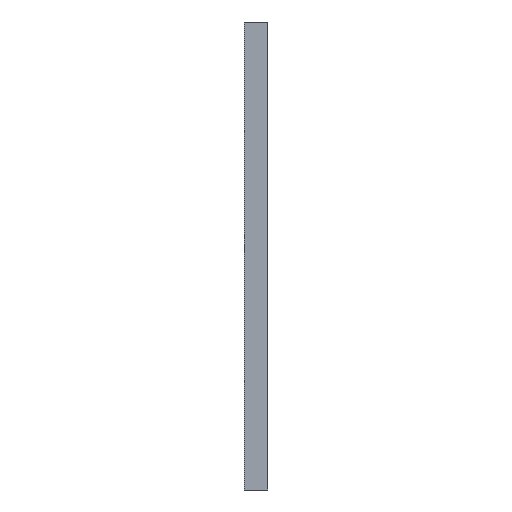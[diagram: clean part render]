
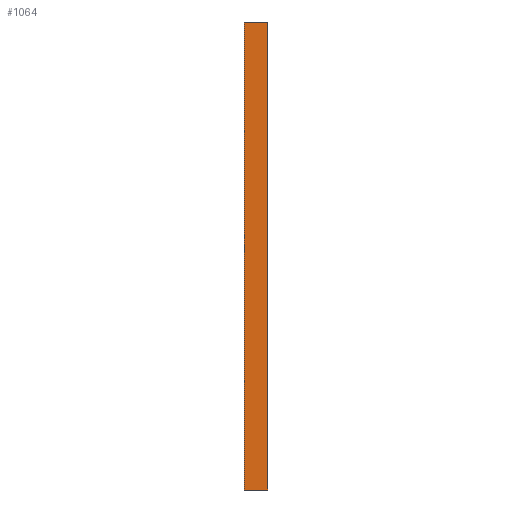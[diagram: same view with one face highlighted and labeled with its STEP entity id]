
A CAD part, front view. The second image highlights one B-rep face of the part: STEP entity #1064.
In plain terms, the highlighted planar face has unit normal (0, -1, 0).
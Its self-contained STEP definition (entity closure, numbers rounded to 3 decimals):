
#62 = CARTESIAN_POINT ( 'NONE',  ( -74., -1., -1500. ) ) ;
#84 = EDGE_CURVE ( 'NONE', #742, #876, #1308, .T. ) ;
#136 = ORIENTED_EDGE ( 'NONE', *, *, #272, .F. ) ;
#149 = CARTESIAN_POINT ( 'NONE',  ( 74., -1., 1500. ) ) ;
#272 = EDGE_CURVE ( 'NONE', #1313, #742, #1055, .T. ) ;
#332 = EDGE_CURVE ( 'NONE', #417, #876, #1124, .T. ) ;
#346 = DIRECTION ( 'NONE',  ( 0., 0., 1. ) ) ;
#389 = ORIENTED_EDGE ( 'NONE', *, *, #84, .F. ) ;
#417 = VERTEX_POINT ( 'NONE', #1194 ) ;
#496 = CARTESIAN_POINT ( 'NONE',  ( -76., -1., 1500. ) ) ;
#510 = CARTESIAN_POINT ( 'NONE',  ( -76., -1., -1500. ) ) ;
#513 = DIRECTION ( 'NONE',  ( 0., -1., 0. ) ) ;
#515 = DIRECTION ( 'NONE',  ( 0., 0., -1. ) ) ;
#532 = PLANE ( 'NONE',  #708 ) ;
#542 = EDGE_CURVE ( 'NONE', #1313, #417, #672, .T. ) ;
#567 = DIRECTION ( 'NONE',  ( 1., 0., 0. ) ) ;
#581 = ORIENTED_EDGE ( 'NONE', *, *, #542, .T. ) ;
#634 = VECTOR ( 'NONE', #346, 1000. ) ;
#672 = LINE ( 'NONE', #1189, #921 ) ;
#708 = AXIS2_PLACEMENT_3D ( 'NONE', #510, #513, #515 ) ;
#742 = VERTEX_POINT ( 'NONE', #1199 ) ;
#792 = CARTESIAN_POINT ( 'NONE',  ( 74., -1., -1500. ) ) ;
#799 = DIRECTION ( 'NONE',  ( 1., 0., 0. ) ) ;
#876 = VERTEX_POINT ( 'NONE', #149 ) ;
#877 = ORIENTED_EDGE ( 'NONE', *, *, #332, .T. ) ;
#921 = VECTOR ( 'NONE', #799, 1000. ) ;
#981 = VECTOR ( 'NONE', #567, 1000. ) ;
#996 = DIRECTION ( 'NONE',  ( 0., 0., 1. ) ) ;
#1055 = LINE ( 'NONE', #62, #634 ) ;
#1064 = ADVANCED_FACE ( 'NONE', ( #1184 ), #532, .T. ) ;
#1124 = LINE ( 'NONE', #792, #1262 ) ;
#1145 = EDGE_LOOP ( 'NONE', ( #389, #136, #581, #877 ) ) ;
#1184 = FACE_OUTER_BOUND ( 'NONE', #1145, .T. ) ;
#1189 = CARTESIAN_POINT ( 'NONE',  ( -76., -1., -1500. ) ) ;
#1194 = CARTESIAN_POINT ( 'NONE',  ( 74., -1., -1500. ) ) ;
#1199 = CARTESIAN_POINT ( 'NONE',  ( -74., -1., 1500. ) ) ;
#1214 = CARTESIAN_POINT ( 'NONE',  ( -74., -1., -1500. ) ) ;
#1262 = VECTOR ( 'NONE', #996, 1000. ) ;
#1308 = LINE ( 'NONE', #496, #981 ) ;
#1313 = VERTEX_POINT ( 'NONE', #1214 ) ;
